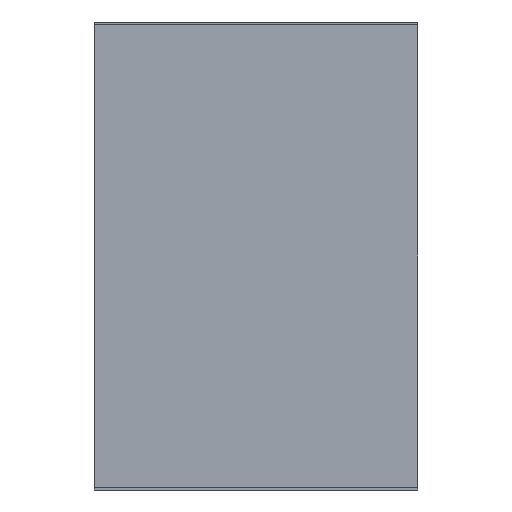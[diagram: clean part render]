
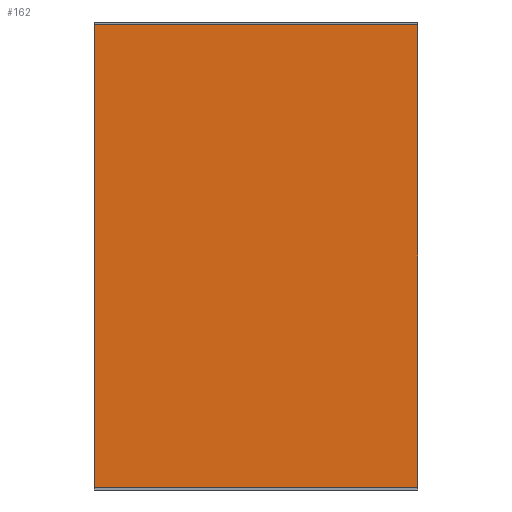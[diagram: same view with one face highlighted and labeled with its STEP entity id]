
A CAD part, left-side view. The second image highlights one B-rep face of the part: STEP entity #162.
In plain terms, the highlighted planar face has unit normal (-1, 0, 0).
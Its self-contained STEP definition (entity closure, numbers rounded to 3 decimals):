
#162 = ADVANCED_FACE ( 'NONE', ( #5725 ), #4057, .T. ) ;
#188 = CARTESIAN_POINT ( 'NONE',  ( -1.6, -0.01, -0.8 ) ) ;
#218 = ORIENTED_EDGE ( 'NONE', *, *, #4428, .T. ) ;
#316 = DIRECTION ( 'NONE',  ( 0., 0., -1. ) ) ;
#800 = DIRECTION ( 'NONE',  ( 0., -1., 0. ) ) ;
#907 = CARTESIAN_POINT ( 'NONE',  ( -1.6, -0.01, 0. ) ) ;
#1054 = DIRECTION ( 'NONE',  ( 0., -1., 0. ) ) ;
#1141 = CARTESIAN_POINT ( 'NONE',  ( -1.6, -0.01, 0.8 ) ) ;
#1225 = EDGE_CURVE ( 'NONE', #1532, #6077, #5305, .T. ) ;
#1238 = EDGE_CURVE ( 'NONE', #1532, #2579, #6898, .T. ) ;
#1371 = ORIENTED_EDGE ( 'NONE', *, *, #4147, .T. ) ;
#1426 = CARTESIAN_POINT ( 'NONE',  ( -1.6, 1.11, -0.8 ) ) ;
#1532 = VERTEX_POINT ( 'NONE', #3780 ) ;
#2057 = VECTOR ( 'NONE', #800, 1000. ) ;
#2270 = AXIS2_PLACEMENT_3D ( 'NONE', #4537, #6742, #2461 ) ;
#2402 = CARTESIAN_POINT ( 'NONE',  ( -1.6, 1.11, -0.8 ) ) ;
#2461 = DIRECTION ( 'NONE',  ( 0., 0., 1. ) ) ;
#2579 = VERTEX_POINT ( 'NONE', #2402 ) ;
#3016 = ORIENTED_EDGE ( 'NONE', *, *, #1225, .F. ) ;
#3244 = LINE ( 'NONE', #907, #7183 ) ;
#3461 = VECTOR ( 'NONE', #1054, 1000. ) ;
#3626 = EDGE_LOOP ( 'NONE', ( #218, #3016, #5917, #1371 ) ) ;
#3780 = CARTESIAN_POINT ( 'NONE',  ( -1.6, 1.11, 0.8 ) ) ;
#3922 = CARTESIAN_POINT ( 'NONE',  ( -1.6, 0., -0.8 ) ) ;
#4057 = PLANE ( 'NONE',  #2270 ) ;
#4147 = EDGE_CURVE ( 'NONE', #2579, #5734, #5015, .T. ) ;
#4428 = EDGE_CURVE ( 'NONE', #5734, #6077, #3244, .T. ) ;
#4537 = CARTESIAN_POINT ( 'NONE',  ( -1.6, 0., -0.8 ) ) ;
#5015 = LINE ( 'NONE', #3922, #3461 ) ;
#5305 = LINE ( 'NONE', #6401, #2057 ) ;
#5725 = FACE_OUTER_BOUND ( 'NONE', #3626, .T. ) ;
#5734 = VERTEX_POINT ( 'NONE', #188 ) ;
#5890 = DIRECTION ( 'NONE',  ( 0., 0., 1. ) ) ;
#5917 = ORIENTED_EDGE ( 'NONE', *, *, #1238, .T. ) ;
#6077 = VERTEX_POINT ( 'NONE', #1141 ) ;
#6401 = CARTESIAN_POINT ( 'NONE',  ( -1.6, 0., 0.8 ) ) ;
#6570 = VECTOR ( 'NONE', #316, 1000. ) ;
#6742 = DIRECTION ( 'NONE',  ( -1., 0., 0. ) ) ;
#6898 = LINE ( 'NONE', #1426, #6570 ) ;
#7183 = VECTOR ( 'NONE', #5890, 1000. ) ;
